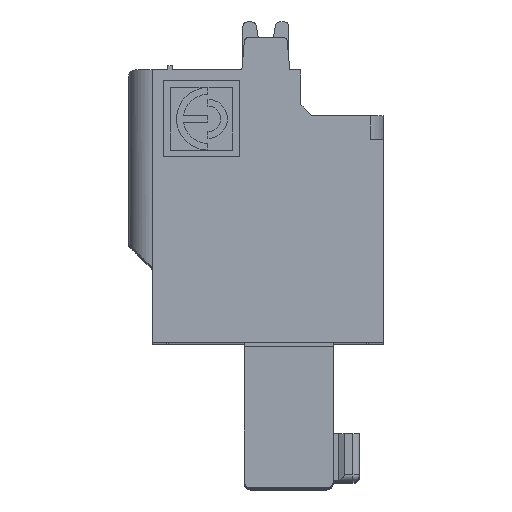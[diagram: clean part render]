
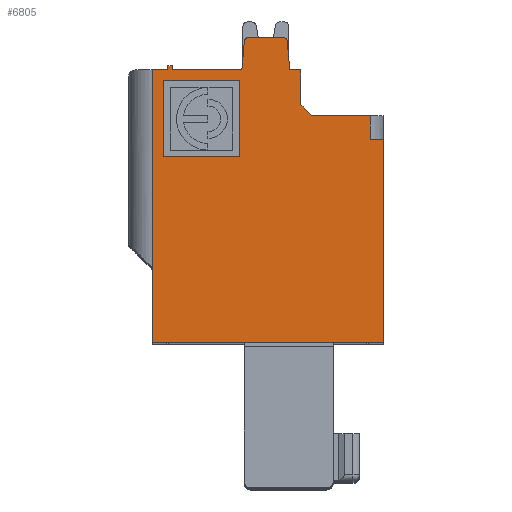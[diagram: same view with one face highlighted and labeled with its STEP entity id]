
A CAD part, top view. The second image highlights one B-rep face of the part: STEP entity #6805.
In plain terms, the highlighted planar face has unit normal (0, 0, 1).
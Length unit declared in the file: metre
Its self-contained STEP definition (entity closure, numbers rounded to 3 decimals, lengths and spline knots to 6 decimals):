
#6805=ADVANCED_FACE('',(#15714,#15715),#15716,.F.);
#6927=EDGE_CURVE('',#15915,#15912,#15916,.T.);
#15714=FACE_BOUND('',#26541,.T.);
#15715=FACE_OUTER_BOUND('',#26542,.T.);
#15716=PLANE('',#26543);
#15912=VERTEX_POINT('',#26794);
#15915=VERTEX_POINT('',#26799);
#15916=LINE('',#26800,#26801);
#16156=VERTEX_POINT('',#27200);
#16330=VERTEX_POINT('',#27617);
#16459=VERTEX_POINT('',#27814);
#16514=VERTEX_POINT('',#27930);
#16518=VERTEX_POINT('',#27936);
#21490=VERTEX_POINT('',#38971);
#21494=VERTEX_POINT('',#38977);
#21513=VERTEX_POINT('',#39006);
#21527=VERTEX_POINT('',#39029);
#26541=EDGE_LOOP('',(#53837,#53838,#53839,#53840));
#26542=EDGE_LOOP('',(#53841,#53842,#53843,#53844,#53845,#53846,#53847,#53848,#53849,#53850,#53851,#53852,#53853,#53854,#53855,#53856,#53857,#53858,#53859));
#26543=AXIS2_PLACEMENT_3D('',#53860,#53861,#53862);
#26794=CARTESIAN_POINT('',(0.2706,0.0093,-0.0148));
#26799=CARTESIAN_POINT('',(0.2706,0.0,-0.0148));
#26800=CARTESIAN_POINT('',(0.2706,0.0,-0.0148));
#26801=VECTOR('',#54305,1.0);
#27200=CARTESIAN_POINT('',(0.27,0.0093,-0.0148));
#27617=CARTESIAN_POINT('',(0.2607,0.0127,-0.0148));
#27814=CARTESIAN_POINT('',(0.2607,0.0125,-0.0148));
#27930=CARTESIAN_POINT('',(0.266185,0.013817,-0.0148));
#27936=CARTESIAN_POINT('',(0.2663,0.0125,-0.0148));
#38971=CARTESIAN_POINT('',(0.2609,0.0125,-0.0148));
#38977=CARTESIAN_POINT('',(0.2641,0.0125,-0.0148));
#39006=CARTESIAN_POINT('',(0.264215,0.013817,-0.0148));
#39029=CARTESIAN_POINT('',(0.2609,0.0127,-0.0148));
#53837=ORIENTED_EDGE('',*,*,#56857,.T.);
#53838=ORIENTED_EDGE('',*,*,#57126,.T.);
#53839=ORIENTED_EDGE('',*,*,#60489,.T.);
#53840=ORIENTED_EDGE('',*,*,#60492,.T.);
#53841=ORIENTED_EDGE('',*,*,#56665,.T.);
#53842=ORIENTED_EDGE('',*,*,#60361,.T.);
#53843=ORIENTED_EDGE('',*,*,#60397,.F.);
#53844=ORIENTED_EDGE('',*,*,#56884,.T.);
#53845=ORIENTED_EDGE('',*,*,#60478,.T.);
#53846=ORIENTED_EDGE('',*,*,#60493,.T.);
#53847=ORIENTED_EDGE('',*,*,#60431,.T.);
#53848=ORIENTED_EDGE('',*,*,#60435,.T.);
#53849=ORIENTED_EDGE('',*,*,#60395,.F.);
#53850=ORIENTED_EDGE('',*,*,#60469,.T.);
#53851=ORIENTED_EDGE('',*,*,#60494,.F.);
#53852=ORIENTED_EDGE('',*,*,#56778,.F.);
#53853=ORIENTED_EDGE('',*,*,#60473,.F.);
#53854=ORIENTED_EDGE('',*,*,#60495,.F.);
#53855=ORIENTED_EDGE('',*,*,#57087,.T.);
#53856=ORIENTED_EDGE('',*,*,#6927,.T.);
#53857=ORIENTED_EDGE('',*,*,#56552,.F.);
#53858=ORIENTED_EDGE('',*,*,#56561,.F.);
#53859=ORIENTED_EDGE('',*,*,#56662,.F.);
#53860=CARTESIAN_POINT('',(0.274572,0.033759,-0.0148));
#53861=DIRECTION('',(0.0,0.,-1.0));
#53862=DIRECTION('',(-1.0,0.0,0.0));
#54305=DIRECTION('',(0.0,1.0,0.));
#56552=EDGE_CURVE('',#16156,#15912,#60604,.T.);
#56561=EDGE_CURVE('',#60612,#16156,#60614,.T.);
#56662=EDGE_CURVE('',#60765,#60612,#60767,.T.);
#56665=EDGE_CURVE('',#60765,#60769,#60771,.T.);
#56778=EDGE_CURVE('',#16459,#16330,#60922,.T.);
#56857=EDGE_CURVE('',#61054,#61052,#61055,.T.);
#56884=EDGE_CURVE('',#16518,#16514,#61092,.T.);
#57087=EDGE_CURVE('',#61358,#15915,#61360,.T.);
#57126=EDGE_CURVE('',#61052,#61400,#61402,.T.);
#60361=EDGE_CURVE('',#60769,#65349,#65351,.T.);
#60395=EDGE_CURVE('',#21490,#21494,#65386,.T.);
#60397=EDGE_CURVE('',#16518,#65349,#65388,.T.);
#60431=EDGE_CURVE('',#65426,#21513,#65427,.T.);
#60435=EDGE_CURVE('',#21513,#21494,#65431,.T.);
#60469=EDGE_CURVE('',#21490,#21527,#65478,.T.);
#60473=EDGE_CURVE('',#65481,#16459,#65483,.T.);
#60478=EDGE_CURVE('',#16514,#65487,#65489,.T.);
#60489=EDGE_CURVE('',#61400,#65500,#65501,.T.);
#60492=EDGE_CURVE('',#65500,#61054,#65504,.T.);
#60493=EDGE_CURVE('',#65487,#65426,#65505,.T.);
#60494=EDGE_CURVE('',#16330,#21527,#65506,.T.);
#60495=EDGE_CURVE('',#61358,#65481,#65507,.T.);
#60604=LINE('',#65644,#65645);
#60612=VERTEX_POINT('',#65655);
#60614=LINE('',#65658,#65659);
#60765=VERTEX_POINT('',#65860);
#60767=LINE('',#65863,#65864);
#60769=VERTEX_POINT('',#65866);
#60771=LINE('',#65869,#65870);
#60922=LINE('',#66086,#66087);
#61052=VERTEX_POINT('',#66289);
#61054=VERTEX_POINT('',#66292);
#61055=LINE('',#66293,#66294);
#61092=LINE('',#66345,#66346);
#61358=VERTEX_POINT('',#66748);
#61360=LINE('',#66751,#66752);
#61400=VERTEX_POINT('',#66807);
#61402=LINE('',#66810,#66811);
#65349=VERTEX_POINT('',#72341);
#65351=LINE('',#72344,#72345);
#65386=LINE('',#72386,#72387);
#65388=LINE('',#72390,#72391);
#65426=VERTEX_POINT('',#72449);
#65427=CIRCLE('',#72450,0.0002);
#65431=LINE('',#72455,#72456);
#65478=LINE('',#72522,#72523);
#65481=VERTEX_POINT('',#72527);
#65483=LINE('',#72530,#72531);
#65487=VERTEX_POINT('',#72537);
#65489=CIRCLE('',#72540,0.0002);
#65500=VERTEX_POINT('',#72555);
#65501=LINE('',#72556,#72557);
#65504=LINE('',#72561,#72562);
#65505=LINE('',#72563,#72564);
#65506=LINE('',#72565,#72566);
#65507=LINE('',#72567,#72568);
#65644=CARTESIAN_POINT('',(0.27,0.0093,-0.0148));
#65645=VECTOR('',#72675,1.0);
#65655=CARTESIAN_POINT('',(0.27,0.0104,-0.0148));
#65658=CARTESIAN_POINT('',(0.27,0.0125,-0.0148));
#65659=VECTOR('',#72679,1.0);
#65860=CARTESIAN_POINT('',(0.267307,0.0104,-0.0148));
#65863=CARTESIAN_POINT('',(0.274572,0.0104,-0.0148));
#65864=VECTOR('',#72827,1.0);
#65866=CARTESIAN_POINT('',(0.266811,0.010896,-0.0148));
#65869=CARTESIAN_POINT('',(0.259267,0.01844,-0.0148));
#65870=VECTOR('',#72829,1.0);
#66086=CARTESIAN_POINT('',(0.2607,0.0125,-0.0148));
#66087=VECTOR('',#72970,1.0);
#66289=CARTESIAN_POINT('',(0.264,0.0085,-0.0148));
#66292=CARTESIAN_POINT('',(0.264,0.012,-0.0148));
#66293=CARTESIAN_POINT('',(0.264,0.033759,-0.0148));
#66294=VECTOR('',#73053,1.0);
#66345=CARTESIAN_POINT('',(0.2663,0.0125,-0.0148));
#66346=VECTOR('',#73077,1.0);
#66748=CARTESIAN_POINT('',(0.26,0.0,-0.0148));
#66751=CARTESIAN_POINT('',(0.256699,0.0,-0.0148));
#66752=VECTOR('',#73290,1.0);
#66807=CARTESIAN_POINT('',(0.2605,0.0085,-0.0148));
#66810=CARTESIAN_POINT('',(0.274072,0.0085,-0.0148));
#66811=VECTOR('',#73310,1.0);
#72341=CARTESIAN_POINT('',(0.266811,0.0125,-0.0148));
#72344=CARTESIAN_POINT('',(0.266811,0.033759,-0.0148));
#72345=VECTOR('',#75668,1.0);
#72386=CARTESIAN_POINT('',(0.2609,0.0125,-0.0148));
#72387=VECTOR('',#75684,1.0);
#72390=CARTESIAN_POINT('',(0.2663,0.0125,-0.0148));
#72391=VECTOR('',#75686,1.0);
#72449=CARTESIAN_POINT('',(0.264414,0.014,-0.0148));
#72450=AXIS2_PLACEMENT_3D('',#75707,#75708,#75709);
#72455=CARTESIAN_POINT('',(0.264215,0.013817,-0.0148));
#72456=VECTOR('',#75711,1.0);
#72522=CARTESIAN_POINT('',(0.2609,0.0125,-0.0148));
#72523=VECTOR('',#75737,1.0);
#72527=CARTESIAN_POINT('',(0.26,0.0125,-0.0148));
#72530=CARTESIAN_POINT('',(0.26,0.0125,-0.0148));
#72531=VECTOR('',#75740,1.0);
#72537=CARTESIAN_POINT('',(0.265985,0.014,-0.0148));
#72540=AXIS2_PLACEMENT_3D('',#75744,#75745,#75746);
#72555=CARTESIAN_POINT('',(0.2605,0.012,-0.0148));
#72556=CARTESIAN_POINT('',(0.2605,0.033759,-0.0148));
#72557=VECTOR('',#75751,1.0);
#72561=CARTESIAN_POINT('',(0.274072,0.012,-0.0148));
#72562=VECTOR('',#75753,1.0);
#72563=CARTESIAN_POINT('',(0.264475,0.014,-0.0148));
#72564=VECTOR('',#75754,1.0);
#72565=CARTESIAN_POINT('',(0.2607,0.0127,-0.0148));
#72566=VECTOR('',#75755,1.0);
#72567=CARTESIAN_POINT('',(0.26,0.0118,-0.0148));
#72568=VECTOR('',#75756,1.0);
#72675=DIRECTION('',(1.0,0.0,0.0));
#72679=DIRECTION('',(0.0,-1.0,0.));
#72827=DIRECTION('',(1.0,0.,0.));
#72829=DIRECTION('',(-0.707,0.707,0.));
#72970=DIRECTION('',(0.0,1.0,0.));
#73053=DIRECTION('',(0.,-1.0,0.));
#73077=DIRECTION('',(-0.087,0.996,0.));
#73290=DIRECTION('',(1.0,0.0,0.0));
#73310=DIRECTION('',(-1.0,0.,0.));
#75668=DIRECTION('',(0.,1.0,0.));
#75684=DIRECTION('',(1.0,0.0,0.0));
#75686=DIRECTION('',(1.0,0.0,0.0));
#75707=CARTESIAN_POINT('',(0.264414,0.0138,-0.0148));
#75708=DIRECTION('',(0.0,0.,1.0));
#75709=DIRECTION('',(0.0,1.0,0.));
#75711=DIRECTION('',(-0.087,-0.996,0.));
#75737=DIRECTION('',(0.0,1.0,0.));
#75740=DIRECTION('',(1.0,0.0,0.0));
#75744=CARTESIAN_POINT('',(0.265985,0.0138,-0.0148));
#75745=DIRECTION('',(0.,0.,1.0));
#75746=DIRECTION('',(0.996,0.087,0.));
#75751=DIRECTION('',(0.,1.0,0.));
#75753=DIRECTION('',(1.0,0.,0.));
#75754=DIRECTION('',(-1.0,-0.0,0.0));
#75755=DIRECTION('',(1.0,0.0,0.0));
#75756=DIRECTION('',(0.0,1.0,0.));
